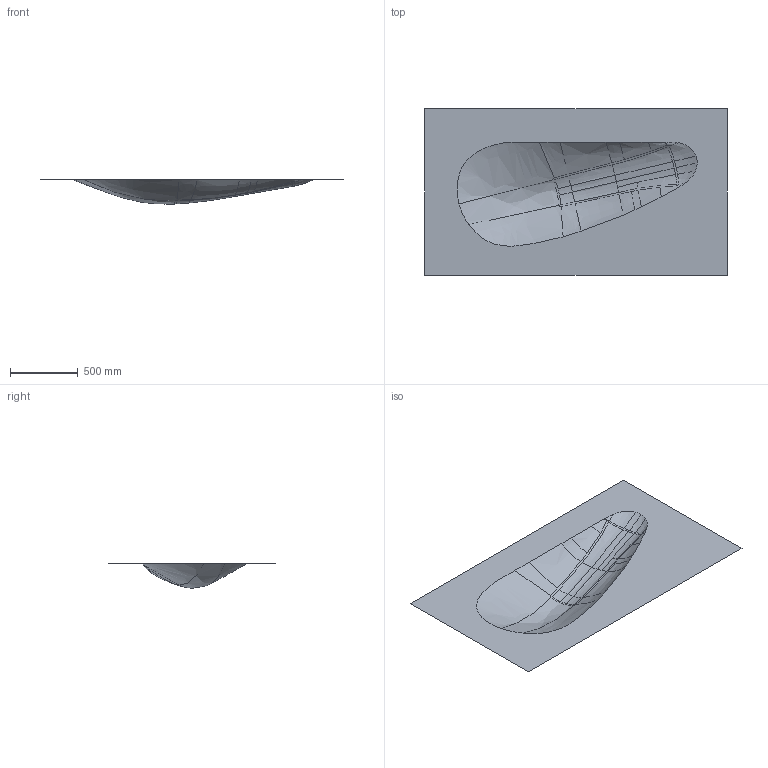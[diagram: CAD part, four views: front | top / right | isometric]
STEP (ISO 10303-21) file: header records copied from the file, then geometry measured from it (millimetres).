
FILE_DESCRIPTION(('CATIA V5 STEP Exchange'),'2;1');
FILE_NAME('cover_surface_erweitert.stp','2007-10-17T10:57:36+00:00',('none'),('none'),'CATIA Version 5 Release 17 (IN-10)','CATIA V5 STEP AP203','none');
FILE_SCHEMA(('CONFIG_CONTROL_DESIGN'));
Length unit declared in the file: millimetre
Products named in the file (1): cover_surface
Bounding box: 2230 x 1230 x 178.35 mm (x, y, z)
Surface area: 2861778.8 mm2 (no closed solid volume)
Topology: 0 solids, 1 shells, 54 faces, 177 edges, 117 vertices
Faces by surface type: bspline 53, plane 1
Entity records: 9188 total; most frequent: CARTESIAN_POINT 8105, ORIENTED_EDGE 332, EDGE_CURVE 177, B_SPLINE_CURVE_WITH_KNOTS 172, VERTEX_POINT 117, EDGE_LOOP 55, ADVANCED_FACE 54, FACE_OUTER_BOUND 54
